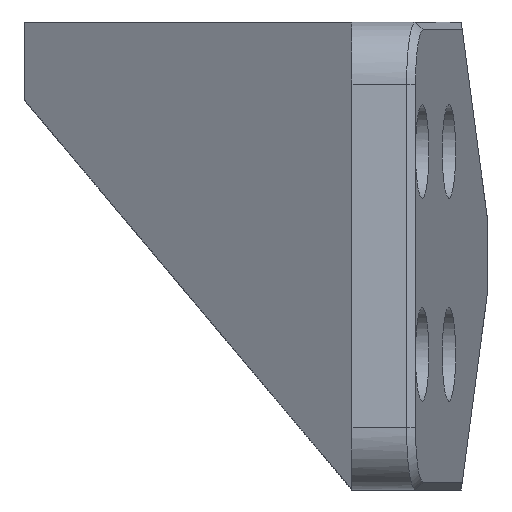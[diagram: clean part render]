
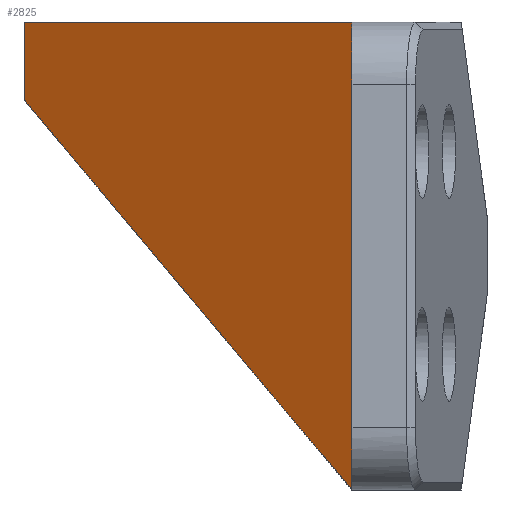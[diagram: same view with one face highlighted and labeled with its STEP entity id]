
A CAD part, left-side view. The second image highlights one B-rep face of the part: STEP entity #2825.
In plain terms, the highlighted planar face has unit normal (-0.868, 0.496, 0).
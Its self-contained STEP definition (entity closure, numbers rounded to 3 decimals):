
#184 = PLANE('',#185);
#185 = AXIS2_PLACEMENT_3D('',#186,#187,#188);
#186 = CARTESIAN_POINT('',(-18.33,1.792,15.));
#187 = DIRECTION('',(0.,0.,1.));
#188 = DIRECTION('',(1.,0.,0.));
#752 = VERTEX_POINT('',#753);
#753 = CARTESIAN_POINT('',(-24.,0.,15.));
#767 = PLANE('',#768);
#768 = AXIS2_PLACEMENT_3D('',#769,#770,#771);
#769 = CARTESIAN_POINT('',(-44.,0.,-15.));
#770 = DIRECTION('',(-0.,-1.,-0.));
#771 = DIRECTION('',(-1.,-0.,-0.));
#779 = EDGE_CURVE('',#752,#780,#782,.T.);
#780 = VERTEX_POINT('',#781);
#781 = CARTESIAN_POINT('',(-12.,21.,15.));
#782 = SURFACE_CURVE('',#783,(#787,#794),.PCURVE_S1.);
#783 = LINE('',#784,#785);
#784 = CARTESIAN_POINT('',(-24.,0.,15.));
#785 = VECTOR('',#786,1.);
#786 = DIRECTION('',(0.496,0.868,0.));
#787 = PCURVE('',#184,#788);
#788 = DEFINITIONAL_REPRESENTATION('',(#789),#793);
#789 = LINE('',#790,#791);
#790 = CARTESIAN_POINT('',(-5.67,-1.792));
#791 = VECTOR('',#792,1.);
#792 = DIRECTION('',(0.496,0.868));
#793 = ( GEOMETRIC_REPRESENTATION_CONTEXT(2) 
PARAMETRIC_REPRESENTATION_CONTEXT() REPRESENTATION_CONTEXT('2D SPACE',''
  ) );
#794 = PCURVE('',#795,#800);
#795 = PLANE('',#796);
#796 = AXIS2_PLACEMENT_3D('',#797,#798,#799);
#797 = CARTESIAN_POINT('',(-24.,0.,-15.));
#798 = DIRECTION('',(0.868,-0.496,0.));
#799 = DIRECTION('',(-0.496,-0.868,-0.));
#800 = DEFINITIONAL_REPRESENTATION('',(#801),#805);
#801 = LINE('',#802,#803);
#802 = CARTESIAN_POINT('',(-0.,-30.));
#803 = VECTOR('',#804,1.);
#804 = DIRECTION('',(-1.,0.));
#805 = ( GEOMETRIC_REPRESENTATION_CONTEXT(2) 
PARAMETRIC_REPRESENTATION_CONTEXT() REPRESENTATION_CONTEXT('2D SPACE',''
  ) );
#821 = PLANE('',#822);
#822 = AXIS2_PLACEMENT_3D('',#823,#824,#825);
#823 = CARTESIAN_POINT('',(-12.,21.,-15.));
#824 = DIRECTION('',(-0.,-1.,-0.));
#825 = DIRECTION('',(-1.,-0.,-0.));
#1139 = PLANE('',#1140);
#1140 = AXIS2_PLACEMENT_3D('',#1141,#1142,#1143);
#1141 = CARTESIAN_POINT('',(50.,0.,-15.));
#1142 = DIRECTION('',(0.,0.766,-0.643));
#1143 = DIRECTION('',(0.,0.643,0.766));
#2781 = VERTEX_POINT('',#2782);
#2782 = CARTESIAN_POINT('',(-12.,21.,10.));
#2803 = EDGE_CURVE('',#2781,#780,#2804,.T.);
#2804 = SURFACE_CURVE('',#2805,(#2809,#2816),.PCURVE_S1.);
#2805 = LINE('',#2806,#2807);
#2806 = CARTESIAN_POINT('',(-12.,21.,-15.));
#2807 = VECTOR('',#2808,1.);
#2808 = DIRECTION('',(0.,0.,1.));
#2809 = PCURVE('',#821,#2810);
#2810 = DEFINITIONAL_REPRESENTATION('',(#2811),#2815);
#2811 = LINE('',#2812,#2813);
#2812 = CARTESIAN_POINT('',(-0.,0.));
#2813 = VECTOR('',#2814,1.);
#2814 = DIRECTION('',(-0.,-1.));
#2815 = ( GEOMETRIC_REPRESENTATION_CONTEXT(2) 
PARAMETRIC_REPRESENTATION_CONTEXT() REPRESENTATION_CONTEXT('2D SPACE',''
  ) );
#2816 = PCURVE('',#795,#2817);
#2817 = DEFINITIONAL_REPRESENTATION('',(#2818),#2822);
#2818 = LINE('',#2819,#2820);
#2819 = CARTESIAN_POINT('',(-24.187,0.));
#2820 = VECTOR('',#2821,1.);
#2821 = DIRECTION('',(-0.,-1.));
#2822 = ( GEOMETRIC_REPRESENTATION_CONTEXT(2) 
PARAMETRIC_REPRESENTATION_CONTEXT() REPRESENTATION_CONTEXT('2D SPACE',''
  ) );
#2825 = ADVANCED_FACE('',(#2826),#795,.F.);
#2826 = FACE_BOUND('',#2827,.T.);
#2827 = EDGE_LOOP('',(#2828,#2851,#2872,#2873));
#2828 = ORIENTED_EDGE('',*,*,#2829,.T.);
#2829 = EDGE_CURVE('',#2781,#2830,#2832,.T.);
#2830 = VERTEX_POINT('',#2831);
#2831 = CARTESIAN_POINT('',(-24.,0.,-15.));
#2832 = SURFACE_CURVE('',#2833,(#2837,#2844),.PCURVE_S1.);
#2833 = LINE('',#2834,#2835);
#2834 = CARTESIAN_POINT('',(-19.597,7.706,
    -5.826));
#2835 = VECTOR('',#2836,1.);
#2836 = DIRECTION('',(-0.345,-0.604,-0.719));
#2837 = PCURVE('',#795,#2838);
#2838 = DEFINITIONAL_REPRESENTATION('',(#2839),#2843);
#2839 = LINE('',#2840,#2841);
#2840 = CARTESIAN_POINT('',(-8.875,-9.174));
#2841 = VECTOR('',#2842,1.);
#2842 = DIRECTION('',(0.695,0.719));
#2843 = ( GEOMETRIC_REPRESENTATION_CONTEXT(2) 
PARAMETRIC_REPRESENTATION_CONTEXT() REPRESENTATION_CONTEXT('2D SPACE',''
  ) );
#2844 = PCURVE('',#1139,#2845);
#2845 = DEFINITIONAL_REPRESENTATION('',(#2846),#2850);
#2846 = LINE('',#2847,#2848);
#2847 = CARTESIAN_POINT('',(11.981,-69.597));
#2848 = VECTOR('',#2849,1.);
#2849 = DIRECTION('',(-0.939,-0.345));
#2850 = ( GEOMETRIC_REPRESENTATION_CONTEXT(2) 
PARAMETRIC_REPRESENTATION_CONTEXT() REPRESENTATION_CONTEXT('2D SPACE',''
  ) );
#2851 = ORIENTED_EDGE('',*,*,#2852,.T.);
#2852 = EDGE_CURVE('',#2830,#752,#2853,.T.);
#2853 = SURFACE_CURVE('',#2854,(#2858,#2865),.PCURVE_S1.);
#2854 = LINE('',#2855,#2856);
#2855 = CARTESIAN_POINT('',(-24.,0.,-15.));
#2856 = VECTOR('',#2857,1.);
#2857 = DIRECTION('',(0.,0.,1.));
#2858 = PCURVE('',#795,#2859);
#2859 = DEFINITIONAL_REPRESENTATION('',(#2860),#2864);
#2860 = LINE('',#2861,#2862);
#2861 = CARTESIAN_POINT('',(-0.,0.));
#2862 = VECTOR('',#2863,1.);
#2863 = DIRECTION('',(-0.,-1.));
#2864 = ( GEOMETRIC_REPRESENTATION_CONTEXT(2) 
PARAMETRIC_REPRESENTATION_CONTEXT() REPRESENTATION_CONTEXT('2D SPACE',''
  ) );
#2865 = PCURVE('',#767,#2866);
#2866 = DEFINITIONAL_REPRESENTATION('',(#2867),#2871);
#2867 = LINE('',#2868,#2869);
#2868 = CARTESIAN_POINT('',(-20.,0.));
#2869 = VECTOR('',#2870,1.);
#2870 = DIRECTION('',(-0.,-1.));
#2871 = ( GEOMETRIC_REPRESENTATION_CONTEXT(2) 
PARAMETRIC_REPRESENTATION_CONTEXT() REPRESENTATION_CONTEXT('2D SPACE',''
  ) );
#2872 = ORIENTED_EDGE('',*,*,#779,.T.);
#2873 = ORIENTED_EDGE('',*,*,#2803,.F.);
